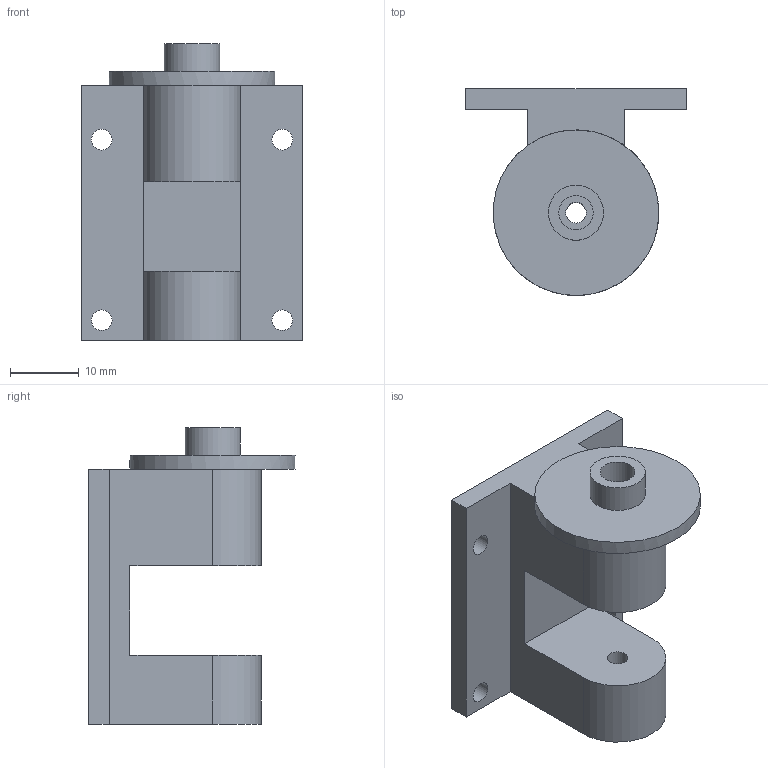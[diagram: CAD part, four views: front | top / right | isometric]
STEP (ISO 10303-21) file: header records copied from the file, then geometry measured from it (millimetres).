
FILE_DESCRIPTION(/* description */ (''),/* implementation_level */ '2;1');
FILE_NAME(/* name */ 'Tiltbase_rotor_ipt_39acff04.STEP',/* time_stamp */ '2020-09-04T09:10:55+08:00',/* author */ ('Lvzongyang'),/* organization */ (''),/* preprocessor_version */ 'ST-DEVELOPER v15.6',/* originating_system */ 'Autodesk Inventor 2015',/* authorisation */ '');
FILE_SCHEMA (('AUTOMOTIVE_DESIGN { 1 0 10303 214 3 1 1 }'));
Length unit declared in the file: millimetre
Products named in the file (1): Tiltbase_rotor
Bounding box: 32 x 29.99 x 43 mm (x, y, z)
Volume: 11744 mm3; surface area: 5858.2 mm2
Topology: 1 solids, 1 shells, 27 faces, 67 edges, 44 vertices
Faces by surface type: plane 16, cylinder 11
Full cylindrical faces by diameter (mm): 3 x6, 5 x1, 8 x1, 24 x1
Entity records: 802 total; most frequent: DIRECTION 136, CARTESIAN_POINT 128, ORIENTED_EDGE 114, EDGE_CURVE 57, AXIS2_PLACEMENT_3D 51, EDGE_LOOP 50, VERTEX_POINT 43, LINE 34
